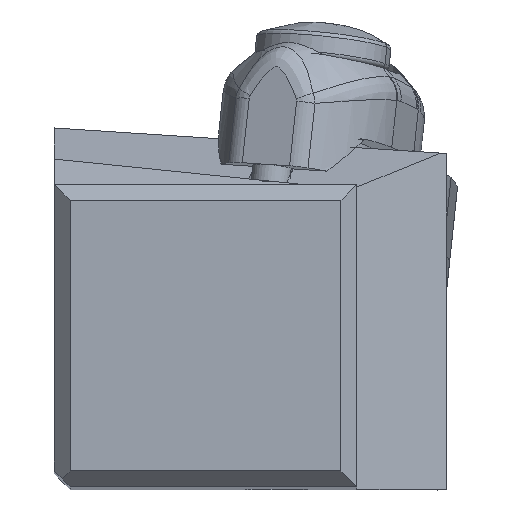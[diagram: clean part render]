
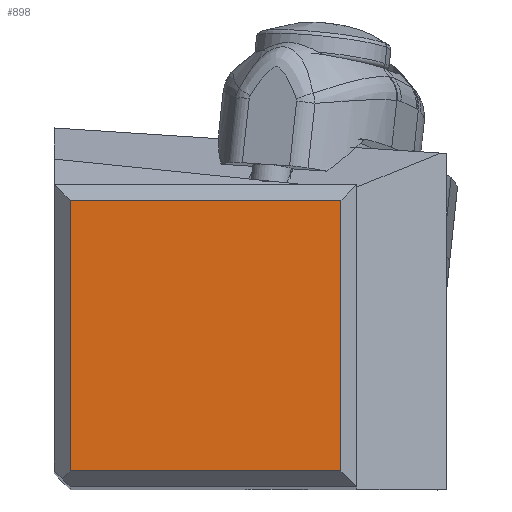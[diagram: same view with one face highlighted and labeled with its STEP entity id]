
A CAD part, top view. The second image highlights one B-rep face of the part: STEP entity #898.
In plain terms, the highlighted planar face has unit normal (0, 0, 1).
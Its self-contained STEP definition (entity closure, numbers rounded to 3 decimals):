
#610=FACE_OUTER_BOUND('',#1308,.T.);
#898=ADVANCED_FACE('',(#610),#1149,.T.);
#1149=PLANE('',#5806);
#1308=EDGE_LOOP('',(#2049,#2050,#2051,#2052));
#2049=ORIENTED_EDGE('',*,*,#4028,.T.);
#2050=ORIENTED_EDGE('',*,*,#4029,.T.);
#2051=ORIENTED_EDGE('',*,*,#3810,.F.);
#2052=ORIENTED_EDGE('',*,*,#4027,.F.);
#3241=VERTEX_POINT('',#7663);
#3242=VERTEX_POINT('',#7665);
#3383=VERTEX_POINT('',#8146);
#3384=VERTEX_POINT('',#8150);
#3810=EDGE_CURVE('',#3241,#3242,#4976,.T.);
#4027=EDGE_CURVE('',#3383,#3241,#5096,.T.);
#4028=EDGE_CURVE('',#3383,#3384,#5097,.T.);
#4029=EDGE_CURVE('',#3384,#3242,#5098,.T.);
#4976=LINE('',#7664,#5273);
#5096=LINE('',#8147,#5393);
#5097=LINE('',#8149,#5394);
#5098=LINE('',#8151,#5395);
#5273=VECTOR('',#6291,1.);
#5393=VECTOR('',#6727,1.);
#5394=VECTOR('',#6730,1.);
#5395=VECTOR('',#6731,1.);
#5806=AXIS2_PLACEMENT_3D('',#8152,#6732,#6733);
#6291=DIRECTION('',(-1.,0.,0.));
#6727=DIRECTION('',(0.,-1.,0.));
#6730=DIRECTION('',(-1.,0.,0.));
#6731=DIRECTION('',(0.,-1.,0.));
#6732=DIRECTION('',(0.,0.,1.));
#6733=DIRECTION('',(1.,0.,0.));
#7663=CARTESIAN_POINT('',(18.05,1.,0.));
#7664=CARTESIAN_POINT('',(18.05,1.,0.));
#7665=CARTESIAN_POINT('',(1.,1.,0.));
#8146=CARTESIAN_POINT('',(18.05,18.05,0.));
#8147=CARTESIAN_POINT('',(18.05,18.05,0.));
#8149=CARTESIAN_POINT('',(18.05,18.05,0.));
#8150=CARTESIAN_POINT('',(1.,18.05,0.));
#8151=CARTESIAN_POINT('',(1.,18.05,0.));
#8152=CARTESIAN_POINT('',(9.525,9.525,0.));
